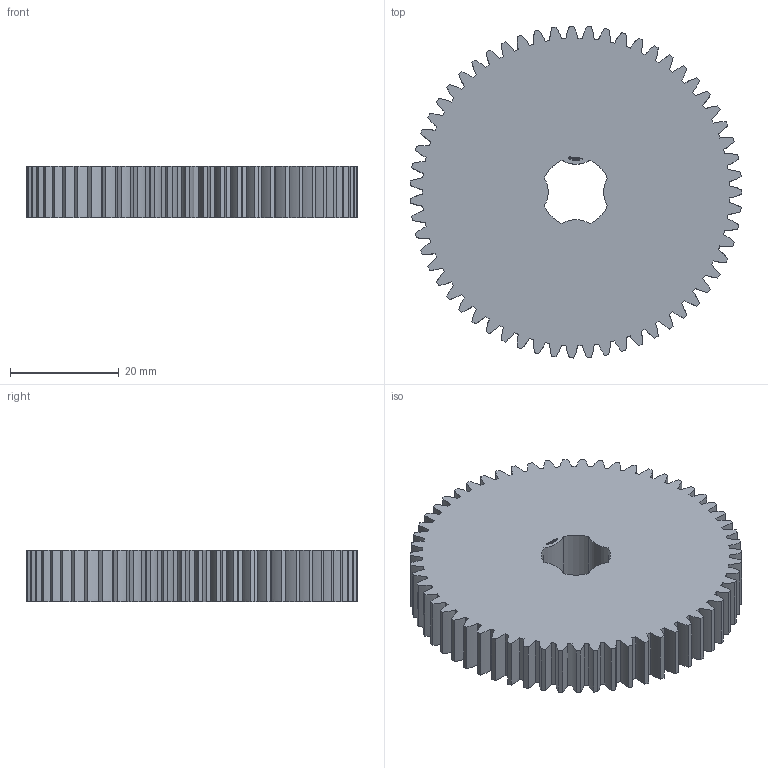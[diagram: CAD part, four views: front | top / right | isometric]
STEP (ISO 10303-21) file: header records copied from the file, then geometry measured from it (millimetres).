
FILE_DESCRIPTION(('FreeCAD Model'),'2;1');
FILE_NAME('Open CASCADE Shape Model','2024-03-10T19:52:38',(''),(''), 'Open CASCADE STEP processor 7.6','FreeCAD','Unknown');
FILE_SCHEMA(('AUTOMOTIVE_DESIGN { 1 0 10303 214 1 1 1 1 }'));
Products named in the file (1): Gear Wheel PLN TTH59 BU00.75 SFT-SHD - SPN-GWH-0215 (stemfie.org)
Bounding box: 60.97 x 60.99 x 9.38 mm (x, y, z)
Volume: 24470.1 mm3; surface area: 9114.6 mm2
Topology: 1 solids, 1 shells, 702 faces, 2013 edges, 1342 vertices
Faces by surface type: extrusion 370, plane 324, cylinder 8
Entity records: 64955 total; most frequent: CARTESIAN_POINT 22414, DIRECTION 5611, VECTOR 4897, LINE 4527, ORIENTED_EDGE 4026, PCURVE 4026, DEFINITIONAL_REPRESENTATION 4026, EDGE_CURVE 2013
